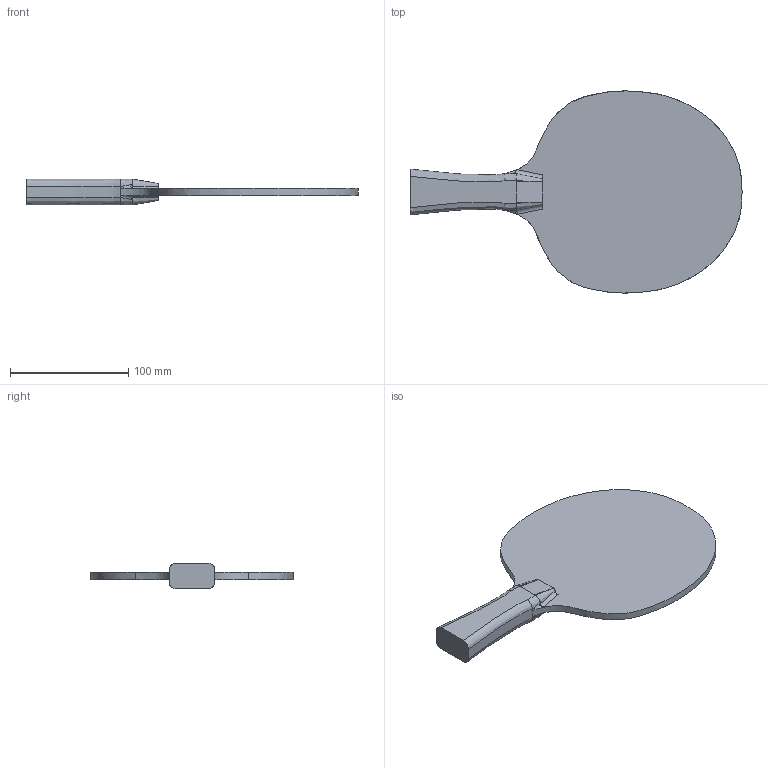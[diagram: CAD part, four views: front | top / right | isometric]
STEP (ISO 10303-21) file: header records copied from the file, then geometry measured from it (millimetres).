
FILE_DESCRIPTION(/* description */ (''),/* implementation_level */ '2;1');
FILE_NAME(/* name */ 'ping pong blade v4.step',/* time_stamp */ '2024-07-06T22:42:17-04:00',/* author */ (''),/* organization */ (''),/* preprocessor_version */ 'ST-DEVELOPER v20',/* originating_system */ 'Autodesk Translation Framework v13.14.0.145',/* authorisation */ '');
FILE_SCHEMA (('AUTOMOTIVE_DESIGN { 1 0 10303 214 3 1 1 }'));
Length unit declared in the file: millimetre
Products named in the file (1): ping pong blade
Bounding box: 281.01 x 171.1 x 22 mm (x, y, z)
Volume: 223693.6 mm3; surface area: 64485.3 mm2
Topology: 1 solids, 1 shells, 51 faces, 142 edges, 93 vertices
Faces by surface type: bspline 36, plane 11, cylinder 4
Entity records: 5061 total; most frequent: CARTESIAN_POINT 4043, ORIENTED_EDGE 284, EDGE_CURVE 142, VERTEX_POINT 93, DIRECTION 90, B_SPLINE_CURVE_WITH_KNOTS 66, FACE_OUTER_BOUND 51, EDGE_LOOP 51
